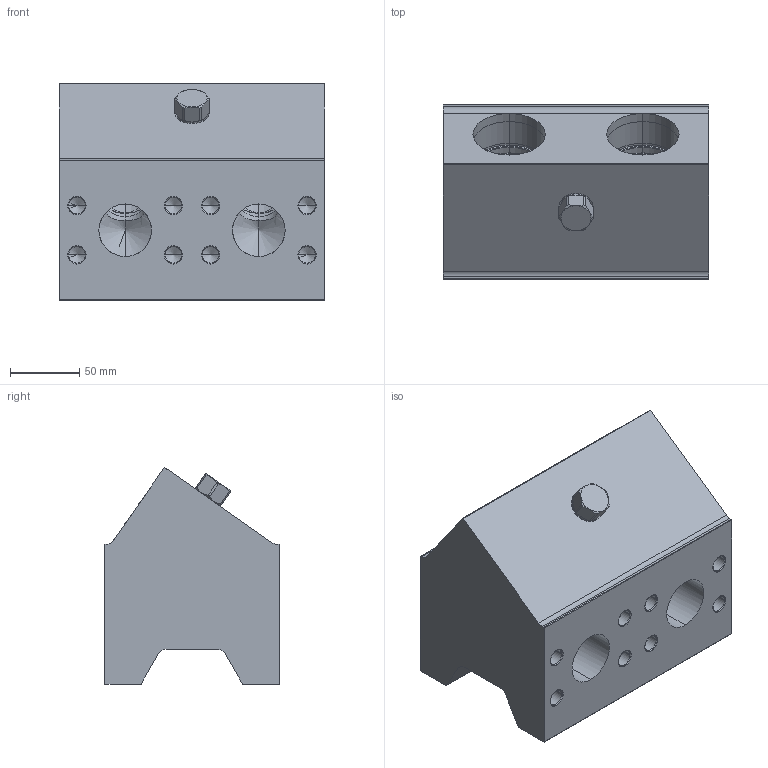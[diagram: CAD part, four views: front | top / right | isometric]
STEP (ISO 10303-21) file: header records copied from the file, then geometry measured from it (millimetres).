
FILE_DESCRIPTION((''),'2;1');
FILE_NAME('MANIFOLD_STP1_ASM','2016-05-13T',('Administrator'),(''),'PRO/ENGINEER BY PARAMETRIC TECHNOLOGY CORPORATION, 2006240','PRO/ENGINEER BY PARAMETRIC TECHNOLOGY CORPORATION, 2006240','');
FILE_SCHEMA(('CONFIG_CONTROL_DESIGN'));
Length unit declared in the file: inch
Products named in the file (3): 151423001H_PRT; ASMNAME_CART_PRT; MANIFOLD_STP1_ASM
Assembly tree (2 placements, depth 2):
  MANIFOLD_STP1_ASM
    151423001H_PRT
    ASMNAME_CART_PRT
Bounding box: 192.07 x 127 x 157.01 mm (x, y, z)
Surface area: 250793.1 mm2 (no closed solid volume)
Topology: 0 solids, 33 shells, 392 faces, 1029 edges, 629 vertices
Faces by surface type: cylinder 193, cone 134, plane 39, torus 26
Entity records: 12702 total; most frequent: CARTESIAN_POINT 2972, DIRECTION 2210, ORIENTED_EDGE 1848, EDGE_CURVE 981, AXIS2_PLACEMENT_3D 916, VERTEX_POINT 629, CIRCLE 519, EDGE_LOOP 443
